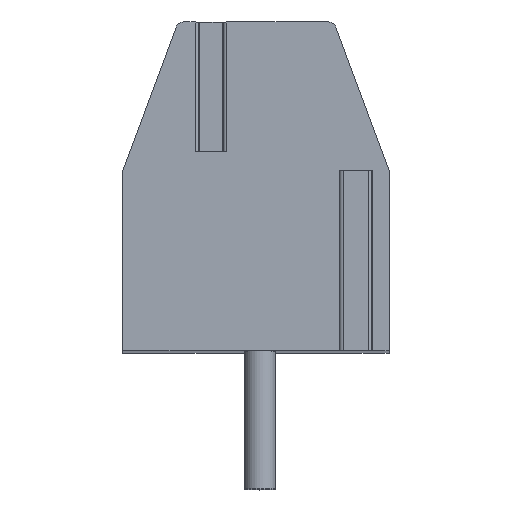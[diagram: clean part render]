
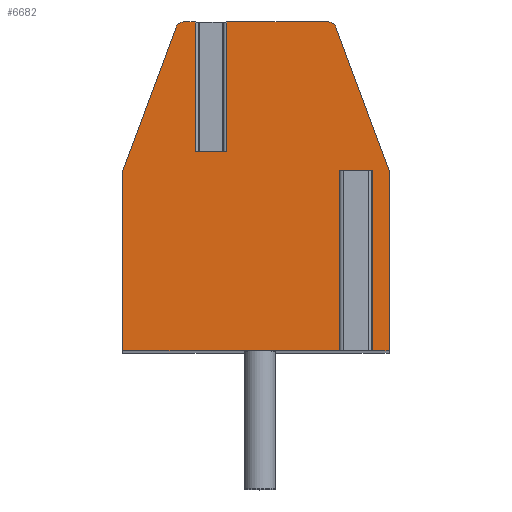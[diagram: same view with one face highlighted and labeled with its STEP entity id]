
A CAD part, top view. The second image highlights one B-rep face of the part: STEP entity #6682.
In plain terms, the highlighted planar face has unit normal (0, 0, 1).
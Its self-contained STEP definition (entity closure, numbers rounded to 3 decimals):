
#1=DIRECTION('',(1.,0.,0.));
#2=VECTOR('',#1,0.796);
#3=CARTESIAN_POINT('',(-1.548,0.9,29.75));
#4=LINE('',#3,#2);
#5=DIRECTION('',(0.,1.,0.));
#6=VECTOR('',#5,3.3);
#7=CARTESIAN_POINT('',(-0.752,0.9,29.75));
#8=LINE('',#7,#6);
#9=DIRECTION('',(-1.,0.,0.));
#10=VECTOR('',#9,2.603);
#11=CARTESIAN_POINT('',(1.851,4.2,29.75));
#12=LINE('',#11,#10);
#13=CARTESIAN_POINT('',(1.851,4.,29.75));
#14=DIRECTION('',(0.,0.,1.));
#15=DIRECTION('',(0.938,0.348,0.));
#16=AXIS2_PLACEMENT_3D('',#13,#14,#15);
#18=DIRECTION('',(-0.348,0.938,0.));
#19=VECTOR('',#18,3.914);
#20=CARTESIAN_POINT('',(3.4,0.4,29.75));
#21=LINE('',#20,#19);
#22=DIRECTION('',(0.,1.,0.));
#23=VECTOR('',#22,4.6);
#24=CARTESIAN_POINT('',(3.4,-4.2,29.75));
#25=LINE('',#24,#23);
#26=DIRECTION('',(1.,0.,0.));
#27=VECTOR('',#26,0.634);
#28=CARTESIAN_POINT('',(2.766,-4.2,29.75));
#29=LINE('',#28,#27);
#30=DIRECTION('',(0.,1.,0.));
#31=VECTOR('',#30,4.6);
#32=CARTESIAN_POINT('',(2.766,-4.2,29.75));
#33=LINE('',#32,#31);
#34=DIRECTION('',(-1.,0.,0.));
#35=VECTOR('',#34,0.43);
#36=CARTESIAN_POINT('',(2.766,0.4,29.75));
#37=LINE('',#36,#35);
#38=DIRECTION('',(0.,1.,0.));
#39=VECTOR('',#38,4.6);
#40=CARTESIAN_POINT('',(2.336,-4.2,29.75));
#41=LINE('',#40,#39);
#42=DIRECTION('',(1.,0.,0.));
#43=VECTOR('',#42,5.736);
#44=CARTESIAN_POINT('',(-3.4,-4.2,29.75));
#45=LINE('',#44,#43);
#46=DIRECTION('',(0.,-1.,0.));
#47=VECTOR('',#46,4.6);
#48=CARTESIAN_POINT('',(-3.4,0.4,29.75));
#49=LINE('',#48,#47);
#50=DIRECTION('',(-0.348,-0.938,0.));
#51=VECTOR('',#50,3.914);
#52=CARTESIAN_POINT('',(-2.038,4.07,29.75));
#53=LINE('',#52,#51);
#54=CARTESIAN_POINT('',(-1.851,4.,29.75));
#55=DIRECTION('',(0.,0.,1.));
#56=DIRECTION('',(0.,1.,0.));
#57=AXIS2_PLACEMENT_3D('',#54,#55,#56);
#59=DIRECTION('',(-1.,0.,0.));
#60=VECTOR('',#59,0.303);
#61=CARTESIAN_POINT('',(-1.548,4.2,29.75));
#62=LINE('',#61,#60);
#63=DIRECTION('',(0.,1.,0.));
#64=VECTOR('',#63,3.3);
#65=CARTESIAN_POINT('',(-1.548,0.9,29.75));
#66=LINE('',#65,#64);
#5213=CARTESIAN_POINT('',(-1.851,4.2,29.75));
#5214=CARTESIAN_POINT('',(-2.038,4.07,29.75));
#5215=VERTEX_POINT('',#5213);
#5216=VERTEX_POINT('',#5214);
#5217=CARTESIAN_POINT('',(-3.4,0.4,29.75));
#5218=VERTEX_POINT('',#5217);
#5219=CARTESIAN_POINT('',(-3.4,-4.2,29.75));
#5220=VERTEX_POINT('',#5219);
#5221=CARTESIAN_POINT('',(3.4,-4.2,29.75));
#5222=CARTESIAN_POINT('',(3.4,0.4,29.75));
#5223=VERTEX_POINT('',#5221);
#5224=VERTEX_POINT('',#5222);
#5225=CARTESIAN_POINT('',(2.038,4.07,29.75));
#5226=VERTEX_POINT('',#5225);
#5227=CARTESIAN_POINT('',(1.851,4.2,29.75));
#5228=VERTEX_POINT('',#5227);
#5269=CARTESIAN_POINT('',(2.766,0.4,29.75));
#5270=CARTESIAN_POINT('',(2.336,0.4,29.75));
#5271=VERTEX_POINT('',#5269);
#5272=VERTEX_POINT('',#5270);
#5273=CARTESIAN_POINT('',(2.336,-4.2,29.75));
#5274=VERTEX_POINT('',#5273);
#5275=CARTESIAN_POINT('',(2.766,-4.2,29.75));
#5276=VERTEX_POINT('',#5275);
#5337=CARTESIAN_POINT('',(-1.548,0.9,29.75));
#5338=CARTESIAN_POINT('',(-0.752,0.9,29.75));
#5339=VERTEX_POINT('',#5337);
#5340=VERTEX_POINT('',#5338);
#5341=CARTESIAN_POINT('',(-1.548,4.2,29.75));
#5342=VERTEX_POINT('',#5341);
#5343=CARTESIAN_POINT('',(-0.752,4.2,29.75));
#5344=VERTEX_POINT('',#5343);
#6643=CARTESIAN_POINT('',(0.,0.,29.75));
#6644=DIRECTION('',(0.,0.,1.));
#6645=DIRECTION('',(1.,0.,0.));
#6646=AXIS2_PLACEMENT_3D('',#6643,#6644,#6645);
#6647=PLANE('',#6646);
#6649=ORIENTED_EDGE('',*,*,#6648,.T.);
#6651=ORIENTED_EDGE('',*,*,#6650,.T.);
#6653=ORIENTED_EDGE('',*,*,#6652,.F.);
#6655=ORIENTED_EDGE('',*,*,#6654,.F.);
#6657=ORIENTED_EDGE('',*,*,#6656,.F.);
#6659=ORIENTED_EDGE('',*,*,#6658,.F.);
#6661=ORIENTED_EDGE('',*,*,#6660,.F.);
#6663=ORIENTED_EDGE('',*,*,#6662,.T.);
#6665=ORIENTED_EDGE('',*,*,#6664,.T.);
#6667=ORIENTED_EDGE('',*,*,#6666,.F.);
#6669=ORIENTED_EDGE('',*,*,#6668,.F.);
#6671=ORIENTED_EDGE('',*,*,#6670,.F.);
#6673=ORIENTED_EDGE('',*,*,#6672,.F.);
#6675=ORIENTED_EDGE('',*,*,#6674,.F.);
#6677=ORIENTED_EDGE('',*,*,#6676,.F.);
#6679=ORIENTED_EDGE('',*,*,#6678,.F.);
#6680=EDGE_LOOP('',(#6649,#6651,#6653,#6655,#6657,#6659,#6661,#6663,#6665,#6667,
#6669,#6671,#6673,#6675,#6677,#6679));
#6681=FACE_OUTER_BOUND('',#6680,.F.);
#6682=ADVANCED_FACE('',(#6681),#6647,.T.);
#17=CIRCLE('',#16,0.2);
#58=CIRCLE('',#57,0.2);
#6648=EDGE_CURVE('',#5339,#5340,#4,.T.);
#6650=EDGE_CURVE('',#5340,#5344,#8,.T.);
#6652=EDGE_CURVE('',#5228,#5344,#12,.T.);
#6654=EDGE_CURVE('',#5226,#5228,#17,.T.);
#6656=EDGE_CURVE('',#5224,#5226,#21,.T.);
#6658=EDGE_CURVE('',#5223,#5224,#25,.T.);
#6660=EDGE_CURVE('',#5276,#5223,#29,.T.);
#6662=EDGE_CURVE('',#5276,#5271,#33,.T.);
#6664=EDGE_CURVE('',#5271,#5272,#37,.T.);
#6666=EDGE_CURVE('',#5274,#5272,#41,.T.);
#6668=EDGE_CURVE('',#5220,#5274,#45,.T.);
#6670=EDGE_CURVE('',#5218,#5220,#49,.T.);
#6672=EDGE_CURVE('',#5216,#5218,#53,.T.);
#6674=EDGE_CURVE('',#5215,#5216,#58,.T.);
#6676=EDGE_CURVE('',#5342,#5215,#62,.T.);
#6678=EDGE_CURVE('',#5339,#5342,#66,.T.);
